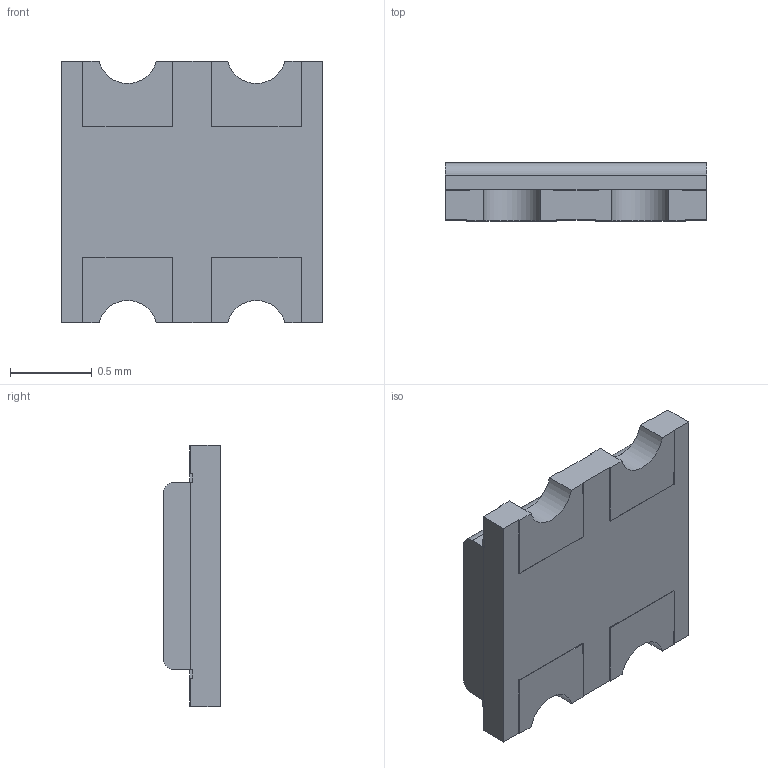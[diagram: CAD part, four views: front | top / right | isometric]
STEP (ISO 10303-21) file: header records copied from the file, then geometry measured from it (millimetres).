
FILE_DESCRIPTION (( 'STEP AP214' ), '1' );
FILE_NAME ('LTST-C19HE1WT.STEP', '2021-06-07T10:26:07', ( '' ), ( '' ), 'SwSTEP 2.0', 'SolidWorks 2018', '' );
FILE_SCHEMA (( 'AUTOMOTIVE_DESIGN' ));
Length unit declared in the file: millimetre
Products named in the file (1): LTST-C19HE1WT
Bounding box: 1.6 x 0.35 x 1.6 mm (x, y, z)
Volume: 0.7 mm3; surface area: 11 mm2
Topology: 8 solids, 8 shells, 124 faces, 308 edges, 200 vertices
Faces by surface type: plane 108, cylinder 16
Entity records: 4747 total; most frequent: CARTESIAN_POINT 633, ORIENTED_EDGE 616, DIRECTION 590, EDGE_CURVE 308, LINE 276, VECTOR 276, VERTEX_POINT 200, AXIS2_PLACEMENT_3D 157
